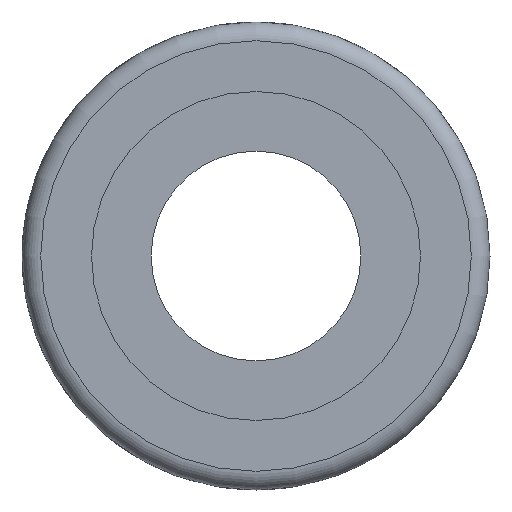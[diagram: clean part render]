
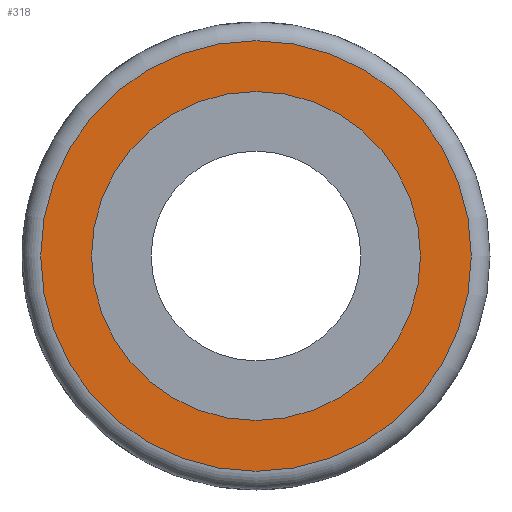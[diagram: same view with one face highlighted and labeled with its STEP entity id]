
A CAD part, front view. The second image highlights one B-rep face of the part: STEP entity #318.
In plain terms, the highlighted planar face has unit normal (0, -1, 0).
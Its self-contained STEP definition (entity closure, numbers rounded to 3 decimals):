
#25=FACE_BOUND('',#60,.T.);
#37=FACE_OUTER_BOUND('',#59,.T.);
#59=EDGE_LOOP('',(#265));
#60=EDGE_LOOP('',(#266));
#132=CIRCLE('',#371,57.5);
#133=CIRCLE('',#373,43.94);
#161=VERTEX_POINT('',#562);
#162=VERTEX_POINT('',#566);
#200=EDGE_CURVE('',#161,#161,#132,.T.);
#201=EDGE_CURVE('',#162,#162,#133,.T.);
#265=ORIENTED_EDGE('',*,*,#200,.F.);
#266=ORIENTED_EDGE('',*,*,#201,.T.);
#300=PLANE('',#372);
#318=ADVANCED_FACE('',(#37,#25),#300,.F.);
#371=AXIS2_PLACEMENT_3D('',#564,#462,#463);
#372=AXIS2_PLACEMENT_3D('',#565,#464,#465);
#373=AXIS2_PLACEMENT_3D('',#567,#466,#467);
#462=DIRECTION('center_axis',(0.,1.,0.));
#463=DIRECTION('ref_axis',(-1.,0.,0.));
#464=DIRECTION('center_axis',(0.,1.,0.));
#465=DIRECTION('ref_axis',(0.,0.,1.));
#466=DIRECTION('center_axis',(0.,1.,0.));
#467=DIRECTION('ref_axis',(-1.,0.,0.));
#562=CARTESIAN_POINT('',(-28.,42.,-57.5));
#564=CARTESIAN_POINT('Origin',(-28.,42.,0.));
#565=CARTESIAN_POINT('Origin',(29.5,42.,0.));
#566=CARTESIAN_POINT('',(15.94,42.,0.));
#567=CARTESIAN_POINT('Origin',(-28.,42.,0.));
